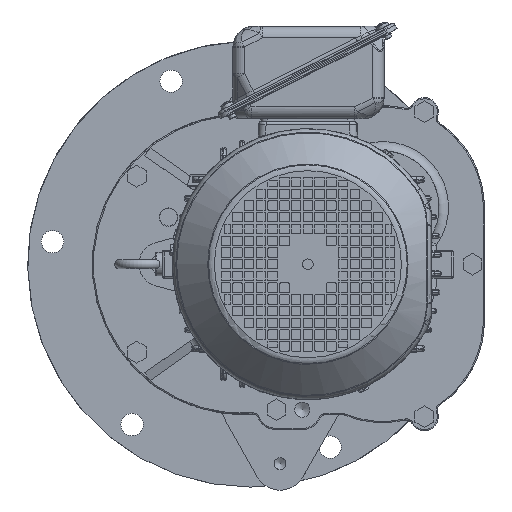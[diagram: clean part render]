
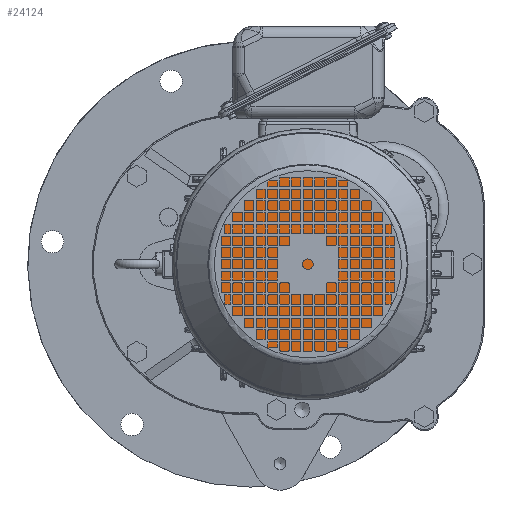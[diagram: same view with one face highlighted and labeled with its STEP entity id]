
A CAD part, left-side view. The second image highlights one B-rep face of the part: STEP entity #24124.
In plain terms, the highlighted planar face has unit normal (-1, 0, 0).
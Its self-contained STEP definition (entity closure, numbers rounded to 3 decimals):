
#23971 = AXIS2_PLACEMENT_3D ( 'NONE', #64399, #142166, #48458 ) ;
#24124 = ADVANCED_FACE ( 'NONE', ( #41866 ), #42571, .T. ) ;
#41866 = FACE_OUTER_BOUND ( 'NONE', #94770, .T. ) ;
#42571 = PLANE ( 'NONE',  #86635 ) ;
#48458 = DIRECTION ( 'NONE',  ( 0., -1., 0. ) ) ;
#49165 = VERTEX_POINT ( 'NONE', #93106 ) ;
#62936 = ORIENTED_EDGE ( 'NONE', *, *, #99345, .T. ) ;
#64399 = CARTESIAN_POINT ( 'NONE',  ( -440., -48.74, 0. ) ) ;
#74295 = CARTESIAN_POINT ( 'NONE',  ( -440., 50.26, 0. ) ) ;
#86635 = AXIS2_PLACEMENT_3D ( 'NONE', #74295, #130469, #140554 ) ;
#93106 = CARTESIAN_POINT ( 'NONE',  ( -440., -146.24, 0. ) ) ;
#94770 = EDGE_LOOP ( 'NONE', ( #62936 ) ) ;
#99345 = EDGE_CURVE ( 'NONE', #49165, #49165, #134324, .T. ) ;
#130469 = DIRECTION ( 'NONE',  ( -1., 0., 0. ) ) ;
#134324 = CIRCLE ( 'NONE', #23971, 97.5 ) ;
#140554 = DIRECTION ( 'NONE',  ( 0., -1., 0. ) ) ;
#142166 = DIRECTION ( 'NONE',  ( -1., 0., 0. ) ) ;
